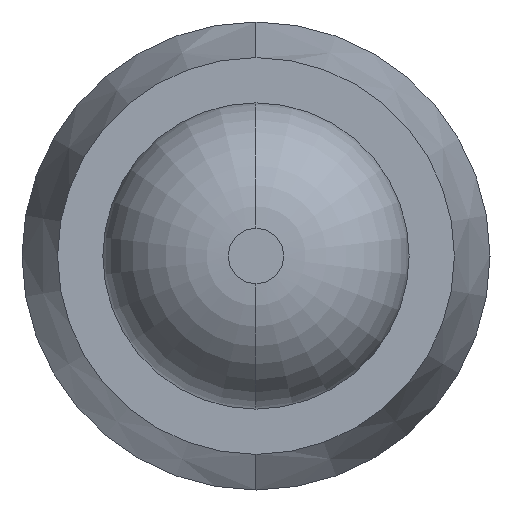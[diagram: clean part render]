
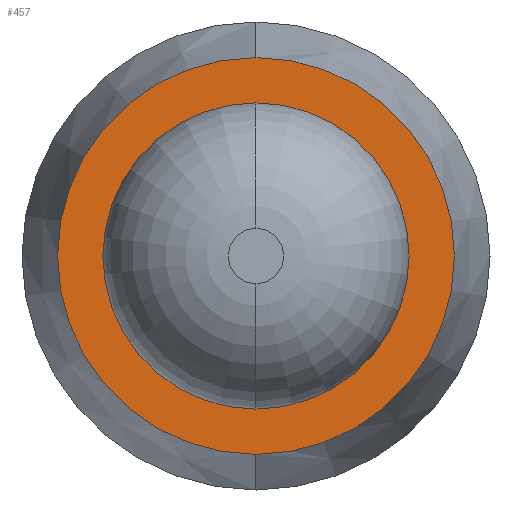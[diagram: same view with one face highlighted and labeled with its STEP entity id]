
A CAD part, left-side view. The second image highlights one B-rep face of the part: STEP entity #457.
In plain terms, the highlighted planar face has unit normal (-1, 0, 0).
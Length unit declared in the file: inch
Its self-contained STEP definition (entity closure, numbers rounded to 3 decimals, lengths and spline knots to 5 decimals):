
#4 = CARTESIAN_POINT ( 'NONE',  ( 0., 0., -0.00795 ) ) ;
#6 = DIRECTION ( 'NONE',  ( 1., 0., 0. ) ) ;
#54 = ORIENTED_EDGE ( 'NONE', *, *, #246, .T. ) ;
#68 = EDGE_CURVE ( 'NONE', #73, #468, #685, .T. ) ;
#72 = AXIS2_PLACEMENT_3D ( 'NONE', #187, #585, #175 ) ;
#73 = VERTEX_POINT ( 'NONE', #367 ) ;
#122 = CARTESIAN_POINT ( 'NONE',  ( 0., 0., 0.00795 ) ) ;
#126 = AXIS2_PLACEMENT_3D ( 'NONE', #261, #300, #365 ) ;
#127 = FACE_OUTER_BOUND ( 'NONE', #139, .T. ) ;
#134 = ORIENTED_EDGE ( 'NONE', *, *, #579, .T. ) ;
#139 = EDGE_LOOP ( 'NONE', ( #532, #134 ) ) ;
#144 = DIRECTION ( 'NONE',  ( -1., 0., 0. ) ) ;
#161 = AXIS2_PLACEMENT_3D ( 'NONE', #333, #519, #523 ) ;
#175 = DIRECTION ( 'NONE',  ( 0., 0., 1. ) ) ;
#187 = CARTESIAN_POINT ( 'NONE',  ( 0., 0., 0. ) ) ;
#246 = EDGE_CURVE ( 'NONE', #292, #608, #325, .T. ) ;
#261 = CARTESIAN_POINT ( 'NONE',  ( 0., 0., 0. ) ) ;
#292 = VERTEX_POINT ( 'NONE', #122 ) ;
#300 = DIRECTION ( 'NONE',  ( 1., 0., 0. ) ) ;
#310 = CIRCLE ( 'NONE', #500, 0.0103 ) ;
#317 = FACE_BOUND ( 'NONE', #567, .T. ) ;
#322 = DIRECTION ( 'NONE',  ( 0., 0., -1. ) ) ;
#325 = CIRCLE ( 'NONE', #462, 0.00795 ) ;
#333 = CARTESIAN_POINT ( 'NONE',  ( 0., 0.0103, 0. ) ) ;
#355 = PLANE ( 'NONE',  #161 ) ;
#365 = DIRECTION ( 'NONE',  ( 0., 0., -1. ) ) ;
#367 = CARTESIAN_POINT ( 'NONE',  ( 0., 0., 0.0103 ) ) ;
#370 = ORIENTED_EDGE ( 'NONE', *, *, #499, .T. ) ;
#387 = CIRCLE ( 'NONE', #126, 0.00795 ) ;
#423 = CARTESIAN_POINT ( 'NONE',  ( 0., 0., -0.0103 ) ) ;
#457 = ADVANCED_FACE ( 'NONE', ( #317, #127 ), #355, .F. ) ;
#462 = AXIS2_PLACEMENT_3D ( 'NONE', #703, #6, #322 ) ;
#468 = VERTEX_POINT ( 'NONE', #423 ) ;
#499 = EDGE_CURVE ( 'NONE', #608, #292, #387, .T. ) ;
#500 = AXIS2_PLACEMENT_3D ( 'NONE', #668, #144, #675 ) ;
#519 = DIRECTION ( 'NONE',  ( 1., 0., 0. ) ) ;
#523 = DIRECTION ( 'NONE',  ( 0., 0., -1. ) ) ;
#532 = ORIENTED_EDGE ( 'NONE', *, *, #68, .T. ) ;
#567 = EDGE_LOOP ( 'NONE', ( #370, #54 ) ) ;
#579 = EDGE_CURVE ( 'NONE', #468, #73, #310, .T. ) ;
#585 = DIRECTION ( 'NONE',  ( -1., 0., 0. ) ) ;
#608 = VERTEX_POINT ( 'NONE', #4 ) ;
#668 = CARTESIAN_POINT ( 'NONE',  ( 0., 0., 0. ) ) ;
#675 = DIRECTION ( 'NONE',  ( 0., 0., 1. ) ) ;
#685 = CIRCLE ( 'NONE', #72, 0.0103 ) ;
#703 = CARTESIAN_POINT ( 'NONE',  ( 0., 0., 0. ) ) ;
